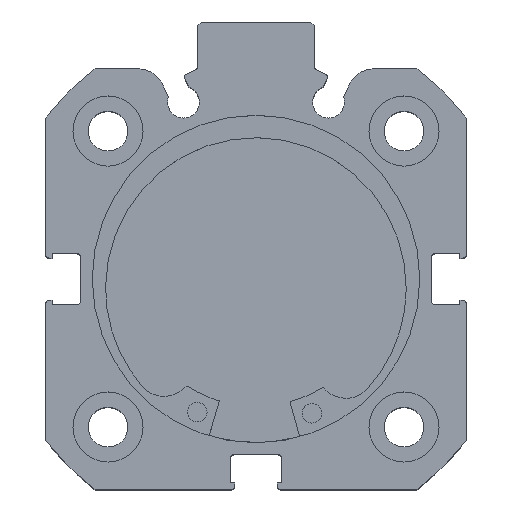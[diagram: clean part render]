
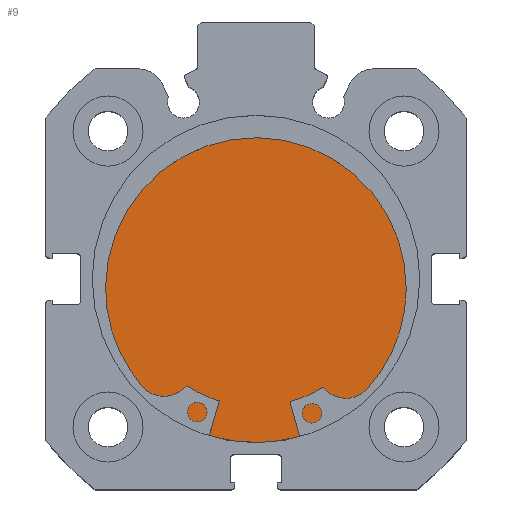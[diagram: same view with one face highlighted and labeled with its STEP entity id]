
A CAD part, top view. The second image highlights one B-rep face of the part: STEP entity #9.
In plain terms, the highlighted face is planar.
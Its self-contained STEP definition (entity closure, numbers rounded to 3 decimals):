
#9 = ADVANCED_FACE ( 'NONE', ( #2193 ), #3792, .F. ) ;
#996 = CIRCLE ( 'NONE', #4397, 21. ) ;
#1061 = CIRCLE ( 'NONE', #1745, 21. ) ;
#1745 = AXIS2_PLACEMENT_3D ( 'NONE', #2547, #2532, #2530 ) ;
#1921 = EDGE_LOOP ( 'NONE', ( #5301, #5323 ) ) ;
#2193 = FACE_OUTER_BOUND ( 'NONE', #1921, .T. ) ;
#2530 = DIRECTION ( 'NONE',  ( 0., 0., 1. ) ) ;
#2532 = DIRECTION ( 'NONE',  ( -1., 0., 0. ) ) ;
#2547 = CARTESIAN_POINT ( 'NONE',  ( 8.5, 0., 0. ) ) ;
#2782 = DIRECTION ( 'NONE',  ( 0., 0., 1. ) ) ;
#2783 = DIRECTION ( 'NONE',  ( -1., 0., 0. ) ) ;
#2785 = CARTESIAN_POINT ( 'NONE',  ( 8.5, 0., 0. ) ) ;
#3732 = DIRECTION ( 'NONE',  ( -1., 0., 0. ) ) ;
#3740 = DIRECTION ( 'NONE',  ( 0., 0., 1. ) ) ;
#3784 = CARTESIAN_POINT ( 'NONE',  ( 8.5, 21., 0. ) ) ;
#3792 = PLANE ( 'NONE',  #4742 ) ;
#4397 = AXIS2_PLACEMENT_3D ( 'NONE', #2785, #2783, #2782 ) ;
#4742 = AXIS2_PLACEMENT_3D ( 'NONE', #3784, #3732, #3740 ) ;
#4782 = EDGE_CURVE ( 'NONE', #5618, #5633, #996, .T. ) ;
#4832 = EDGE_CURVE ( 'NONE', #5633, #5618, #1061, .T. ) ;
#5301 = ORIENTED_EDGE ( 'NONE', *, *, #4782, .F. ) ;
#5323 = ORIENTED_EDGE ( 'NONE', *, *, #4832, .F. ) ;
#5618 = VERTEX_POINT ( 'NONE', #6630 ) ;
#5633 = VERTEX_POINT ( 'NONE', #6656 ) ;
#6630 = CARTESIAN_POINT ( 'NONE',  ( 8.5, 0., 21. ) ) ;
#6656 = CARTESIAN_POINT ( 'NONE',  ( 8.5, 0., -21. ) ) ;
